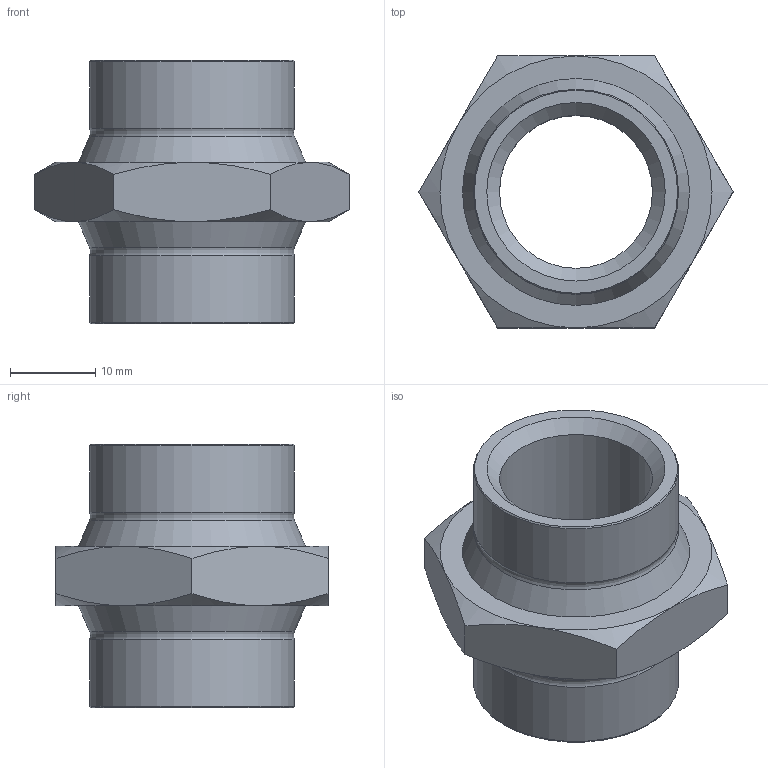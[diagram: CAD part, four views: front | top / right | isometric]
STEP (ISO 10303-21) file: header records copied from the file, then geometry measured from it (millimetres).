
FILE_DESCRIPTION(( 'RX.12.34.34.STP' ), '1');
FILE_NAME( 'RX.12.34.34.STP', '2018-10-10T10:53:21',( 'Sopra'),('sopra-pneumatic.com'), 'SwSTEP 2.0','SolidWorks 2009','' );
FILE_SCHEMA (('AUTOMOTIVE_DESIGN { 1 0 10303 214 1 1 1 1 }'));
Length unit declared in the file: millimetre
Bounding box: 36.95 x 32 x 31 mm (x, y, z)
Volume: 9344.1 mm3; surface area: 5293 mm2
Topology: 1 solids, 1 shells, 33 faces, 84 edges, 57 vertices
Faces by surface type: cone 17, plane 10, torus 3, cylinder 3
Full cylindrical faces by diameter (mm): 18 x1, 24.117 x2
Entity records: 1641 total; most frequent: DIRECTION 196, CARTESIAN_POINT 153, PRESENTATION_STYLE_ASSIGNMENT 137, COLOUR_RGB 137, DRAUGHTING_PRE_DEFINED_CURVE_FONT 136, CURVE_STYLE 136, OVER_RIDING_STYLED_ITEM 136, ORIENTED_EDGE 136
